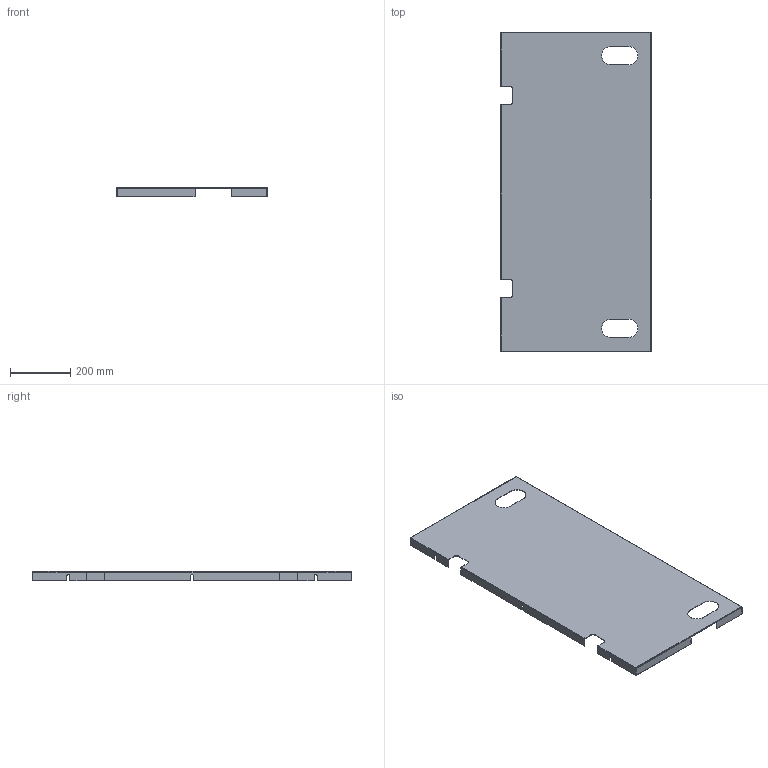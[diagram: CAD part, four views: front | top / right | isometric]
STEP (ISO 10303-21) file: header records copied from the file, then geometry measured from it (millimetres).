
FILE_DESCRIPTION(('STEP AP214'),'2;1');
FILE_NAME('KSD171005A-01-01-26.stp','2020-03-28T17:39:58',(''),(''),'2014.1.117','THINKDESIGN','');
FILE_SCHEMA(('AUTOMOTIVE_DESIGN'));
Length unit declared in the file: millimetre
Products named in the file (1): top
Bounding box: 500 x 1060 x 30 mm (x, y, z)
Volume: 882222.6 mm3; surface area: 1183104.1 mm2
Topology: 1 solids, 1 shells, 108 faces, 270 edges, 164 vertices
Faces by surface type: plane 72, cylinder 28, bspline 8
Entity records: 4221 total; most frequent: CARTESIAN_POINT 711, ORIENTED_EDGE 540, DIRECTION 496, EDGE_CURVE 270, VECTOR 214, LINE 214, VERTEX_POINT 164, AXIS2_PLACEMENT_3D 141
